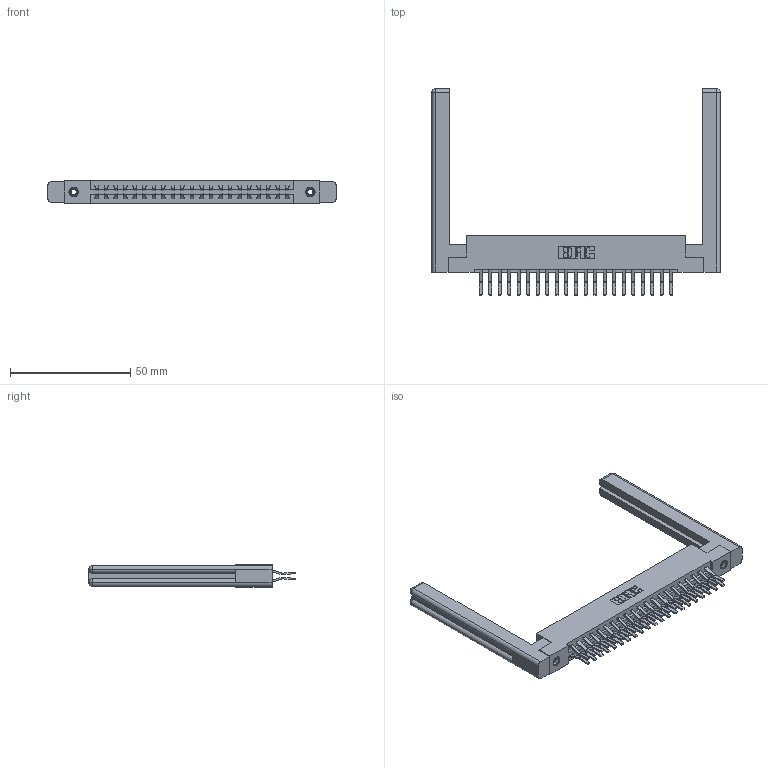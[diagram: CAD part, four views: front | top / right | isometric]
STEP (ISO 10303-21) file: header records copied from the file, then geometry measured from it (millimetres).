
FILE_DESCRIPTION (( 'STEP AP203' ), '1' );
FILE_NAME ('387-042-560-258.STEP', '2019-10-18T04:59:47', ( '' ), ( '' ), 'SwSTEP 2.0', 'SolidWorks 2016', '' );
FILE_SCHEMA (( 'CONFIG_CONTROL_DESIGN' ));
Length unit declared in the file: inch
Products named in the file (5): 337 Part_Flush Mounting Lugs - 0.156 Dia-TI; 345-292-001_560 Tail; 387-042-560-258; 307-220-058; 345-250-001_345-250-001-102
Assembly tree (47 placements, depth 2):
  387-042-560-258
    337 Part_Flush Mounting Lugs - 0.156 Dia-TI
    345-292-001_560 Tail  x42
    345-250-001_345-250-001-102  x2
    307-220-058  x2
Bounding box: 119.84 x 85.87 x 9.4 mm (x, y, z)
Volume: 19767.5 mm3; surface area: 19912.3 mm2
Topology: 47 solids, 47 shells, 2608 faces, 7679 edges, 5050 vertices
Faces by surface type: plane 1750, cylinder 834, cone 12, torus 12
Entity records: 21720 total; most frequent: CARTESIAN_POINT 3685, ORIENTED_EDGE 3560, DIRECTION 3192, EDGE_CURVE 1780, LINE 1600, VECTOR 1600, VERTEX_POINT 1178, AXIS2_PLACEMENT_3D 796
